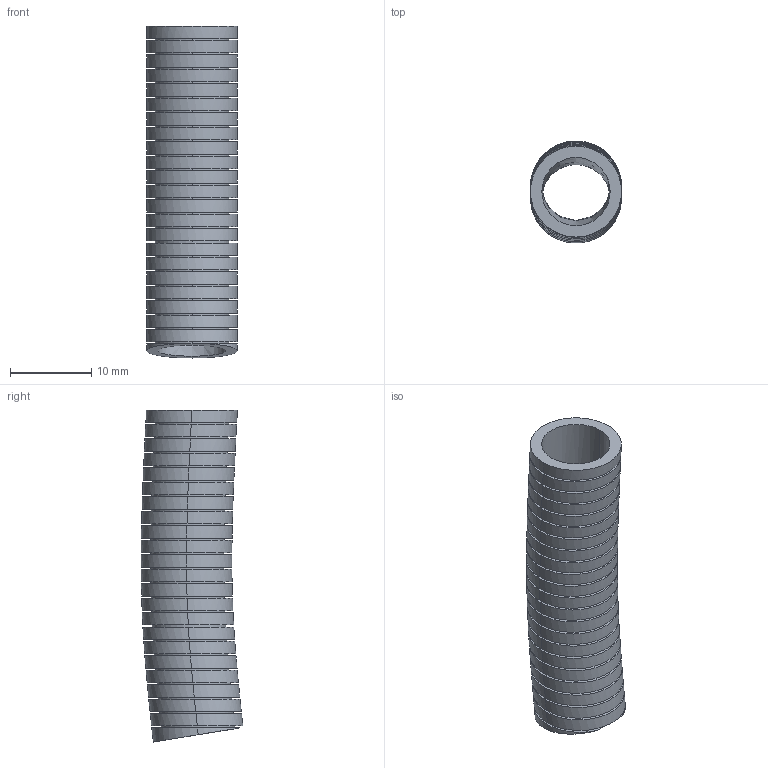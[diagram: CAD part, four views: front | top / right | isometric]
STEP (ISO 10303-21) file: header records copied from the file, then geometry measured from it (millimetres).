
FILE_DESCRIPTION (( 'STEP AP214' ), '1' );
FILE_NAME ('SM-1013-HY.STEP', '2007-12-08T04:44:32', ( '*' ), ( '' ), 'SwSTEP 2.0', 'SolidWorks 2007', '' );
FILE_SCHEMA (( 'AUTOMOTIVE_DESIGN' ));
Length unit declared in the file: inch
Products named in the file (1): SM-1013-HY
Bounding box: 11.18 x 12.49 x 40.77 mm (x, y, z)
Volume: 1518.9 mm3; surface area: 4023.1 mm2
Topology: 1 solids, 1 shells, 139 faces, 279 edges, 186 vertices
Faces by surface type: bspline 49, plane 46, cylinder 44
Entity records: 11037 total; most frequent: CARTESIAN_POINT 6644, ORIENTED_EDGE 558, DIRECTION 421, EDGE_CURVE 279, AXIS2_PLACEMENT_3D 188, VERTEX_POINT 186, EDGE_LOOP 185, UNCERTAINTY_MEASURE_WITH_UNIT 141
